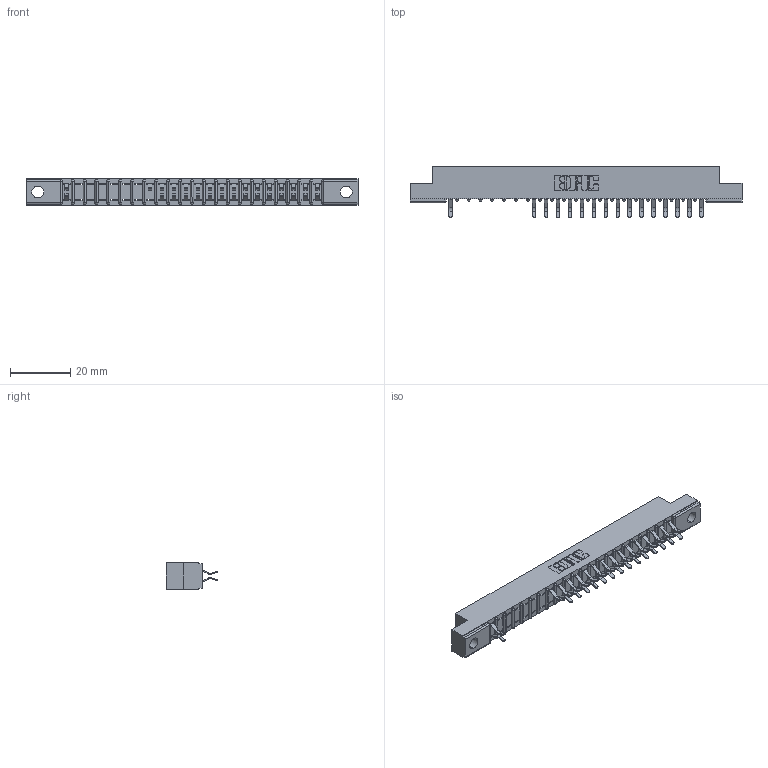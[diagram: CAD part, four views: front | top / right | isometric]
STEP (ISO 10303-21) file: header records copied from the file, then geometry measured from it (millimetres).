
FILE_DESCRIPTION (( 'STEP AP203' ), '1' );
FILE_NAME ('307-044-556-204.STEP', '2018-08-06T02:35:05', ( '' ), ( '' ), 'SwSTEP 2.0', 'SolidWorks 2016', '' );
FILE_SCHEMA (( 'CONFIG_CONTROL_DESIGN' ));
Length unit declared in the file: inch
Products named in the file (3): 307 Part_.156 Dia Mounting Holes; 307-290-001_556; 307-044-556-204
Assembly tree (32 placements, depth 2):
  307-044-556-204
    307 Part_.156 Dia Mounting Holes
    307-290-001_556  x31
Bounding box: 110.19 x 16.97 x 8.71 mm (x, y, z)
Volume: 6927.4 mm3; surface area: 11099 mm2
Topology: 32 solids, 32 shells, 1835 faces, 5177 edges, 3346 vertices
Faces by surface type: plane 1185, cylinder 604, sphere 46
Entity records: 22136 total; most frequent: CARTESIAN_POINT 3687, ORIENTED_EDGE 3662, DIRECTION 3599, EDGE_CURVE 1831, VECTOR 1403, LINE 1403, VERTEX_POINT 1186, AXIS2_PLACEMENT_3D 1098
